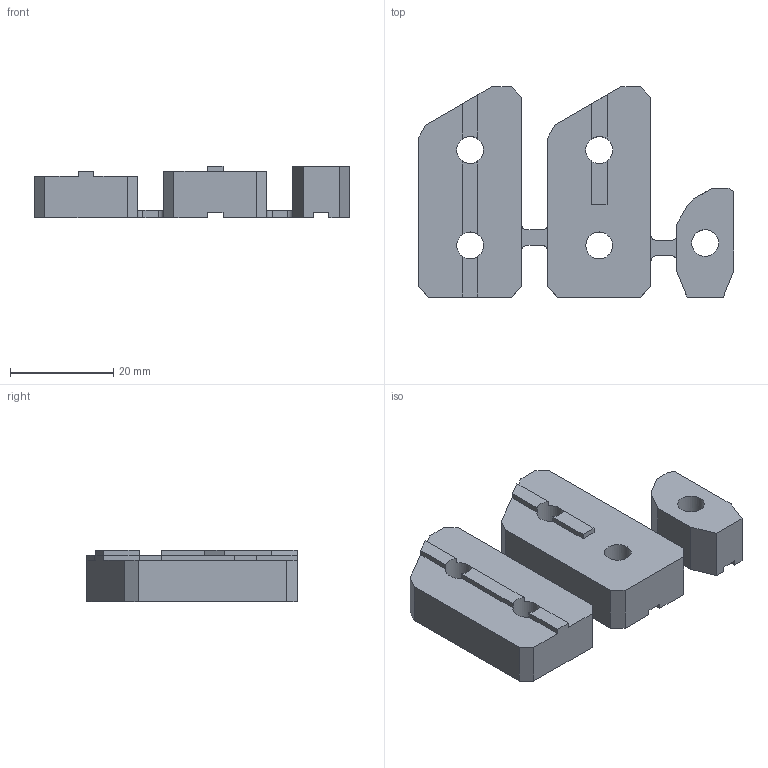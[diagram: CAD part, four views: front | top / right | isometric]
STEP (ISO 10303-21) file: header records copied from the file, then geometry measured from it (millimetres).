
FILE_DESCRIPTION(/* description */ ('front_idler_right_bottom_V5.6'),/* implementation_level */ '2;1');
FILE_NAME(/* name */ 'Front right bottom V1.step',/* time_stamp */ '2024-10-09T21:15:42+08:00',/* author */ (''),/* organization */ (''),/* preprocessor_version */ 'ST-DEVELOPER v20',/* originating_system */ 'Autodesk Translation Framework v13.20.0.188',/* authorisation */ '');
FILE_SCHEMA (('AUTOMOTIVE_DESIGN { 1 0 10303 214 3 1 1 }'));
Length unit declared in the file: metre
Products named in the file (1): front_idler_right_bottom_V5.6
Bounding box: 61 x 40.68 x 10 mm (x, y, z)
Volume: 13871.4 mm3; surface area: 6617.8 mm2
Topology: 1 solids, 1 shells, 87 faces, 273 edges, 182 vertices
Faces by surface type: plane 73, cylinder 13, cone 1
Full cylindrical faces by diameter (mm): 5.2 x5
Entity records: 3079 total; most frequent: ORIENTED_EDGE 546, CARTESIAN_POINT 543, DIRECTION 501, EDGE_CURVE 273, LINE 221, VECTOR 221, VERTEX_POINT 182, AXIS2_PLACEMENT_3D 140
